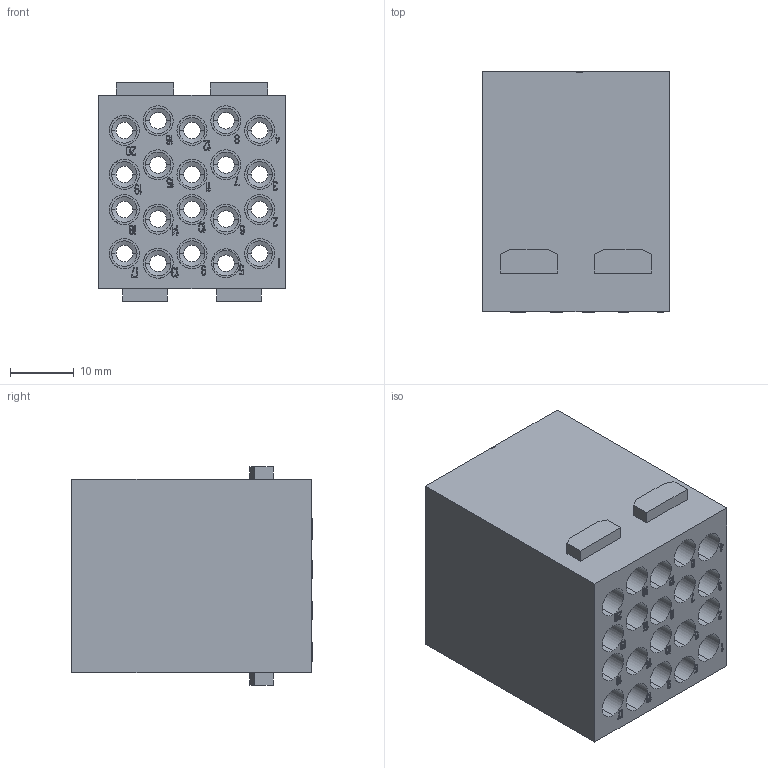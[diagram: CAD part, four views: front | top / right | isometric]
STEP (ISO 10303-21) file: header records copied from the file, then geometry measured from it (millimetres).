
FILE_DESCRIPTION((''),'2;1');
FILE_NAME('HMEE-020-MC','2017-06-08T',('tl.yang'),(''),'PRO/ENGINEER BY PARAMETRIC TECHNOLOGY CORPORATION, 2011500','PRO/ENGINEER BY PARAMETRIC TECHNOLOGY CORPORATION, 2011500','');
FILE_SCHEMA(('CONFIG_CONTROL_DESIGN'));
Length unit declared in the file: millimetre
Products named in the file (1): HMEE-020-MC
Bounding box: 29.2 x 37.65 x 34.2 mm (x, y, z)
Volume: 15266.2 mm3; surface area: 16534.8 mm2
Topology: 1 solids, 1 shells, 1452 faces, 4044 edges, 2692 vertices
Faces by surface type: plane 1228, cone 144, cylinder 80
Entity records: 46024 total; most frequent: CARTESIAN_POINT 8204, ORIENTED_EDGE 8088, DIRECTION 7342, EDGE_CURVE 4044, VECTOR 3618, LINE 3618, VERTEX_POINT 2692, AXIS2_PLACEMENT_3D 1862
